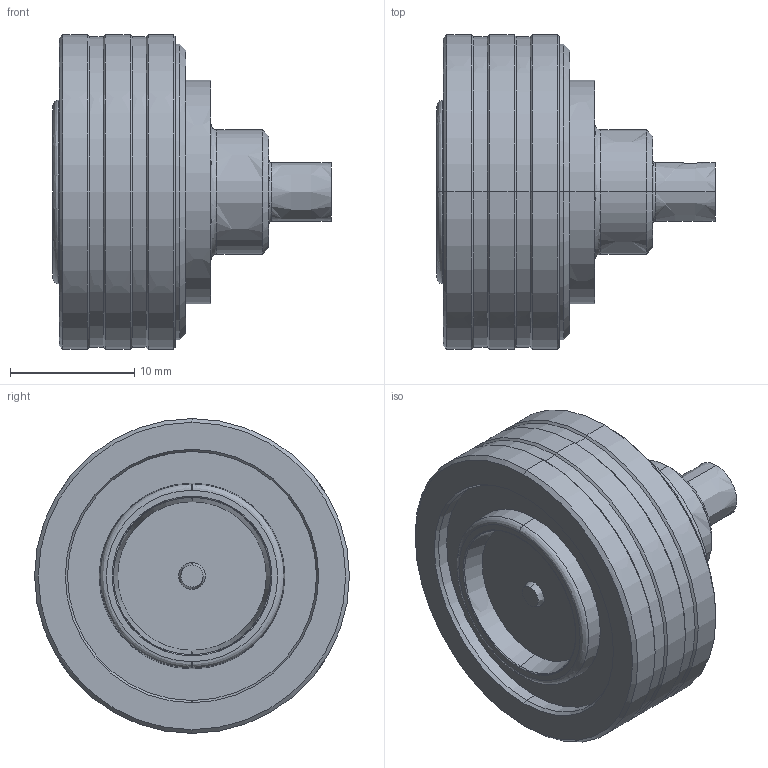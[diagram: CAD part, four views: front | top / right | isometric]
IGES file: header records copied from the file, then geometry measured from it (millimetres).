
Start section: SolidWorks IGES file using NURBS representation for surfaces
Global section: file name: R183.052.007.IGS; native system: SolidWorks 2014; preprocessor: SolidWorks 2014; author: zhai_p; date: 141208.105236; units: millimetre
Bounding box: 22.4 x 25.35 x 25.35 mm (x, y, z)
Surface area: 2633.9 mm2 (no closed solid volume)
Topology: 0 solids, 0 shells, 83 faces, 400 edges, 400 vertices
Faces by surface type: bspline 83
